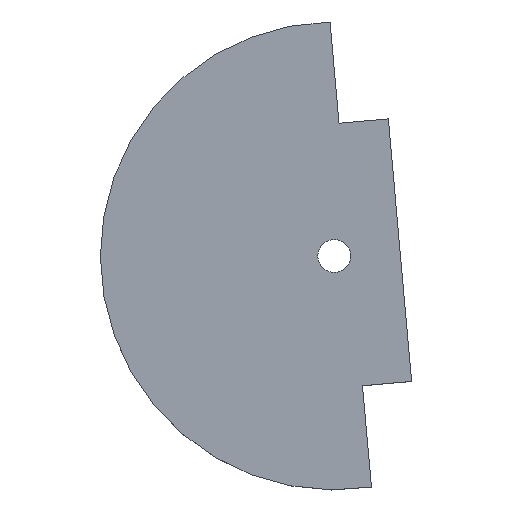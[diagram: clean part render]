
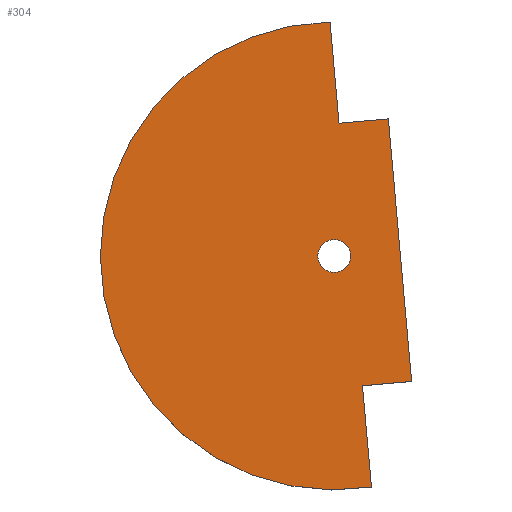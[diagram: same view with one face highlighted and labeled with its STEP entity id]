
A CAD part, top view. The second image highlights one B-rep face of the part: STEP entity #304.
In plain terms, the highlighted planar face has unit normal (0, 0, 1).
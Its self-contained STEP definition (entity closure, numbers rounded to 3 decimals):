
#42=CARTESIAN_POINT('Vertex',(405.705,-19.797,3.)) ;
#56=CARTESIAN_POINT('Vertex',(408.693,-19.531,3.)) ;
#59=CARTESIAN_POINT('Line Origine',(407.199,-19.664,3.)) ;
#82=CARTESIAN_POINT('Vertex',(406.251,-25.941,3.)) ;
#90=CARTESIAN_POINT('Line Origine',(405.978,-22.869,3.)) ;
#113=CARTESIAN_POINT('Vertex',(403.741,2.285,3.)) ;
#121=CARTESIAN_POINT('Axis2P3D Location',(404.,-11.917,3.)) ;
#139=CARTESIAN_POINT('Vertex',(404.287,-3.859,3.)) ;
#147=CARTESIAN_POINT('Line Origine',(404.014,-0.787,3.)) ;
#170=CARTESIAN_POINT('Vertex',(407.275,-3.594,3.)) ;
#178=CARTESIAN_POINT('Line Origine',(405.781,-3.727,3.)) ;
#200=CARTESIAN_POINT('Line Origine',(407.984,-11.562,3.)) ;
#223=CARTESIAN_POINT('Vertex',(403.,-11.917,3.)) ;
#237=CARTESIAN_POINT('Vertex',(405.,-11.917,3.)) ;
#240=CARTESIAN_POINT('Axis2P3D Location',(404.,-11.917,3.)) ;
#257=CARTESIAN_POINT('Axis2P3D Location',(404.,-11.917,3.)) ;
#287=CARTESIAN_POINT('Axis2P3D Location',(0.,0.,3.)) ;
#61=VECTOR('Line Direction',#60,1.) ;
#92=VECTOR('Line Direction',#91,1.) ;
#149=VECTOR('Line Direction',#148,1.) ;
#180=VECTOR('Line Direction',#179,1.) ;
#202=VECTOR('Line Direction',#201,1.) ;
#60=DIRECTION('Vector Direction',(-0.996,-0.089,0.)) ;
#91=DIRECTION('Vector Direction',(0.089,-0.996,0.)) ;
#122=DIRECTION('Axis2P3D Direction',(0.,0.,-1.)) ;
#148=DIRECTION('Vector Direction',(-0.089,0.996,0.)) ;
#179=DIRECTION('Vector Direction',(0.996,0.089,0.)) ;
#201=DIRECTION('Vector Direction',(-0.089,0.996,0.)) ;
#241=DIRECTION('Axis2P3D Direction',(0.,0.,-1.)) ;
#258=DIRECTION('Axis2P3D Direction',(0.,0.,-1.)) ;
#288=DIRECTION('Axis2P3D Direction',(0.,0.,-1.)) ;
#289=DIRECTION('Axis2P3D XDirection',(1.,0.,0.)) ;
#123=AXIS2_PLACEMENT_3D('Circle Axis2P3D',#121,#122,$) ;
#242=AXIS2_PLACEMENT_3D('Circle Axis2P3D',#240,#241,$) ;
#259=AXIS2_PLACEMENT_3D('Circle Axis2P3D',#257,#258,$) ;
#290=AXIS2_PLACEMENT_3D('Plane Axis2P3D',#287,#288,#289) ;
#62=LINE('Line',#59,#61) ;
#93=LINE('Line',#90,#92) ;
#150=LINE('Line',#147,#149) ;
#181=LINE('Line',#178,#180) ;
#203=LINE('Line',#200,#202) ;
#124=CIRCLE('generated circle',#123,14.204) ;
#243=CIRCLE('generated circle',#242,1.) ;
#260=CIRCLE('generated circle',#259,1.) ;
#291=PLANE('',#290) ;
#303=FACE_BOUND('',#300,.T.) ;
#63=EDGE_CURVE('',#43,#57,#62,.F.) ;
#94=EDGE_CURVE('',#83,#43,#93,.F.) ;
#125=EDGE_CURVE('',#114,#83,#124,.F.) ;
#151=EDGE_CURVE('',#140,#114,#150,.T.) ;
#182=EDGE_CURVE('',#171,#140,#181,.F.) ;
#204=EDGE_CURVE('',#57,#171,#203,.T.) ;
#244=EDGE_CURVE('',#224,#238,#243,.T.) ;
#261=EDGE_CURVE('',#238,#224,#260,.T.) ;
#293=ORIENTED_EDGE('',*,*,#204,.T.) ;
#294=ORIENTED_EDGE('',*,*,#182,.T.) ;
#295=ORIENTED_EDGE('',*,*,#151,.T.) ;
#296=ORIENTED_EDGE('',*,*,#125,.T.) ;
#297=ORIENTED_EDGE('',*,*,#94,.T.) ;
#298=ORIENTED_EDGE('',*,*,#63,.T.) ;
#301=ORIENTED_EDGE('',*,*,#261,.T.) ;
#302=ORIENTED_EDGE('',*,*,#244,.T.) ;
#292=EDGE_LOOP('',(#293,#294,#295,#296,#297,#298)) ;
#300=EDGE_LOOP('',(#301,#302)) ;
#43=VERTEX_POINT('',#42) ;
#57=VERTEX_POINT('',#56) ;
#83=VERTEX_POINT('',#82) ;
#114=VERTEX_POINT('',#113) ;
#140=VERTEX_POINT('',#139) ;
#171=VERTEX_POINT('',#170) ;
#224=VERTEX_POINT('',#223) ;
#238=VERTEX_POINT('',#237) ;
#304=ADVANCED_FACE('PartBody',(#299,#303),#291,.F.) ;
#299=FACE_OUTER_BOUND('',#292,.T.) ;
